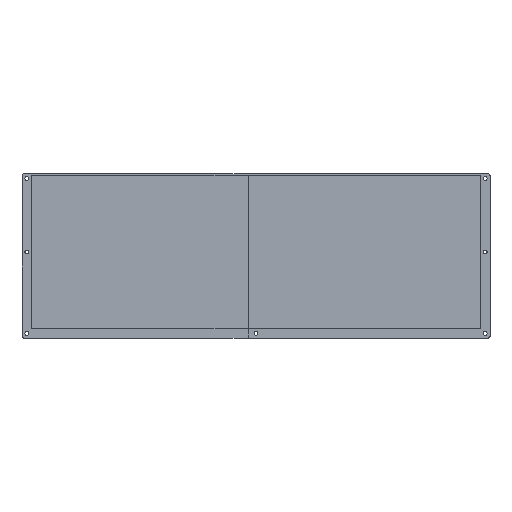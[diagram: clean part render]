
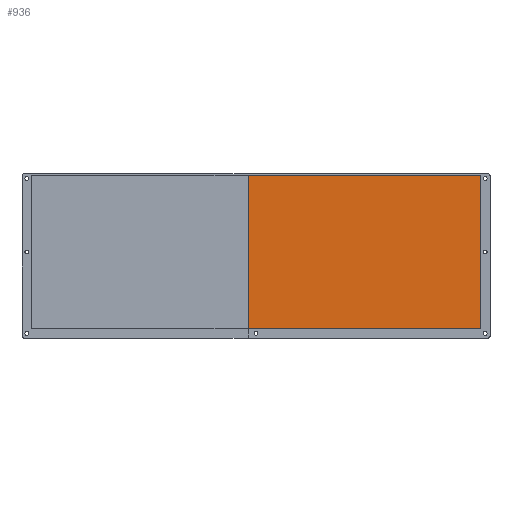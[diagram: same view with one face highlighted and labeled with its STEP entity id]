
A CAD part, top view. The second image highlights one B-rep face of the part: STEP entity #936.
In plain terms, the highlighted planar face has unit normal (0, 0, 1).
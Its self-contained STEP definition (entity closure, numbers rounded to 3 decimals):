
#66=PLANE('',#1044);
#115=FACE_OUTER_BOUND('',#187,.T.);
#187=EDGE_LOOP('',(#824,#825,#826,#827));
#232=LINE('',#1440,#314);
#249=LINE('',#1494,#331);
#272=LINE('',#1572,#354);
#273=LINE('',#1573,#355);
#314=VECTOR('',#1167,10.);
#331=VECTOR('',#1210,10.);
#354=VECTOR('',#1301,10.);
#355=VECTOR('',#1302,10.);
#440=VERTEX_POINT('',#1438);
#441=VERTEX_POINT('',#1439);
#465=VERTEX_POINT('',#1493);
#486=VERTEX_POINT('',#1571);
#540=EDGE_CURVE('',#440,#441,#232,.T.);
#567=EDGE_CURVE('',#440,#465,#249,.T.);
#604=EDGE_CURVE('',#486,#441,#272,.T.);
#605=EDGE_CURVE('',#465,#486,#273,.T.);
#824=ORIENTED_EDGE('',*,*,#540,.T.);
#825=ORIENTED_EDGE('',*,*,#604,.F.);
#826=ORIENTED_EDGE('',*,*,#605,.F.);
#827=ORIENTED_EDGE('',*,*,#567,.F.);
#936=ADVANCED_FACE('',(#115),#66,.T.);
#1044=AXIS2_PLACEMENT_3D('',#1570,#1299,#1300);
#1167=DIRECTION('',(0.,-1.,0.));
#1210=DIRECTION('',(1.,0.,0.));
#1299=DIRECTION('center_axis',(0.,0.,1.));
#1300=DIRECTION('ref_axis',(1.,0.,0.));
#1301=DIRECTION('',(-1.,0.,0.));
#1302=DIRECTION('',(0.,-1.,0.));
#1438=CARTESIAN_POINT('',(195.,138.125,3.));
#1439=CARTESIAN_POINT('',(195.,0.,3.));
#1440=CARTESIAN_POINT('',(195.,67.25,3.));
#1493=CARTESIAN_POINT('',(404.325,138.125,3.));
#1494=CARTESIAN_POINT('',(101.081,138.125,3.));
#1570=CARTESIAN_POINT('Origin',(202.162,69.063,3.));
#1571=CARTESIAN_POINT('',(404.325,0.,3.));
#1572=CARTESIAN_POINT('',(303.244,0.,3.));
#1573=CARTESIAN_POINT('',(404.325,103.594,3.));
